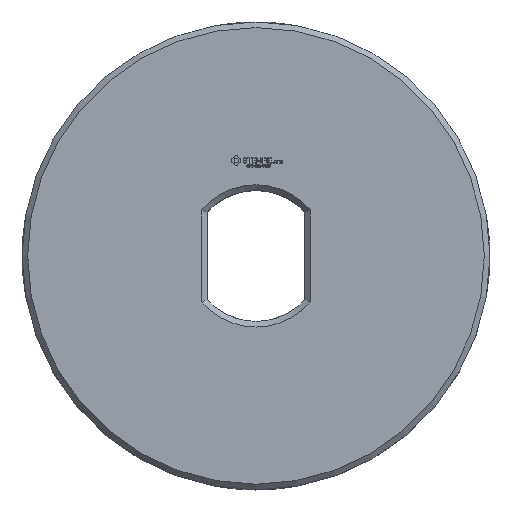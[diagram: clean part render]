
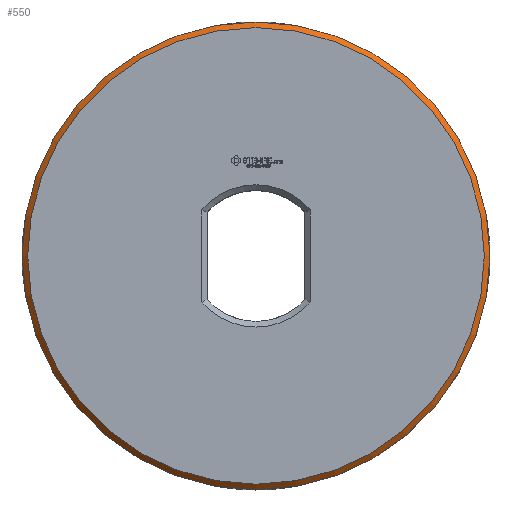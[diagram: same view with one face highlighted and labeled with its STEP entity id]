
A CAD part, top view. The second image highlights one B-rep face of the part: STEP entity #550.
In plain terms, the highlighted conical face has half-angle 45 degrees and reference radius 12.5 mm.
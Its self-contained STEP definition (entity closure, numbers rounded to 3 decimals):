
#114 = VERTEX_POINT('',#115);
#115 = CARTESIAN_POINT('',(12.5,0.,5.95));
#121 = EDGE_CURVE('',#114,#114,#122,.T.);
#122 = CIRCLE('',#123,12.5);
#123 = AXIS2_PLACEMENT_3D('',#124,#125,#126);
#124 = CARTESIAN_POINT('',(0.,0.,5.95));
#125 = DIRECTION('',(0.,0.,1.));
#126 = DIRECTION('',(1.,0.,0.));
#550 = ADVANCED_FACE('',(#551),#570,.T.);
#551 = FACE_BOUND('',#552,.T.);
#552 = EDGE_LOOP('',(#553,#561,#562,#563));
#553 = ORIENTED_EDGE('',*,*,#554,.F.);
#554 = EDGE_CURVE('',#114,#555,#557,.T.);
#555 = VERTEX_POINT('',#556);
#556 = CARTESIAN_POINT('',(12.2,0.,6.25));
#557 = LINE('',#558,#559);
#558 = CARTESIAN_POINT('',(12.5,0.,5.95));
#559 = VECTOR('',#560,1.);
#560 = DIRECTION('',(-0.707,0.,0.707));
#561 = ORIENTED_EDGE('',*,*,#121,.T.);
#562 = ORIENTED_EDGE('',*,*,#554,.T.);
#563 = ORIENTED_EDGE('',*,*,#564,.F.);
#564 = EDGE_CURVE('',#555,#555,#565,.T.);
#565 = CIRCLE('',#566,12.2);
#566 = AXIS2_PLACEMENT_3D('',#567,#568,#569);
#567 = CARTESIAN_POINT('',(0.,0.,6.25));
#568 = DIRECTION('',(0.,0.,1.));
#569 = DIRECTION('',(1.,0.,0.));
#570 = CONICAL_SURFACE('',#571,12.5,0.785);
#571 = AXIS2_PLACEMENT_3D('',#572,#573,#574);
#572 = CARTESIAN_POINT('',(0.,0.,5.95));
#573 = DIRECTION('',(-0.,-0.,-1.));
#574 = DIRECTION('',(1.,0.,0.));
